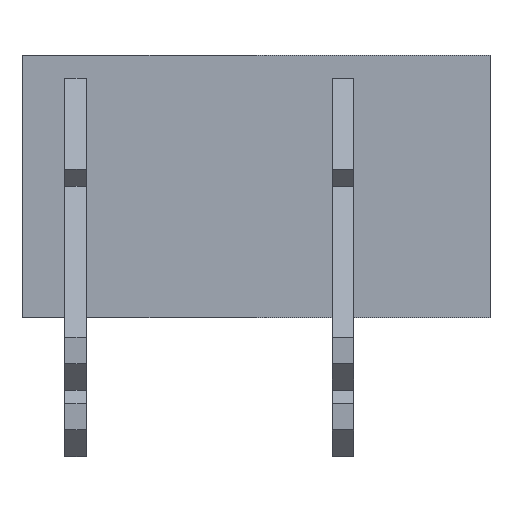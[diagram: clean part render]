
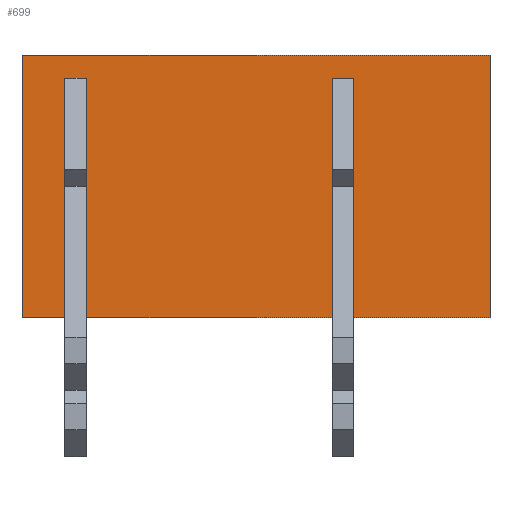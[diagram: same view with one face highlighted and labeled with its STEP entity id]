
A CAD part, top view. The second image highlights one B-rep face of the part: STEP entity #699.
In plain terms, the highlighted planar face has unit normal (0, 0, 1).
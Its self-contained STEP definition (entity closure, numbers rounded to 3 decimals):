
#630=AXIS2_PLACEMENT_3D('Plane Axis2P3D',#627,#628,#629) ;
#40=CARTESIAN_POINT('Vertex',(0.,15.012,9.5)) ;
#45=CARTESIAN_POINT('Line Origine',(8.75,15.012,9.5)) ;
#49=CARTESIAN_POINT('Vertex',(17.5,15.012,9.5)) ;
#82=CARTESIAN_POINT('Vertex',(0.,5.212,9.5)) ;
#96=CARTESIAN_POINT('Vertex',(17.5,5.212,9.5)) ;
#99=CARTESIAN_POINT('Line Origine',(8.75,5.212,9.5)) ;
#116=CARTESIAN_POINT('Line Origine',(0.,10.112,9.5)) ;
#143=CARTESIAN_POINT('Line Origine',(17.5,10.112,9.5)) ;
#173=CARTESIAN_POINT('Vertex',(1.6,6.9,9.5)) ;
#176=CARTESIAN_POINT('Line Origine',(2.,6.9,9.5)) ;
#180=CARTESIAN_POINT('Vertex',(2.4,6.9,9.5)) ;
#200=CARTESIAN_POINT('Line Origine',(12.4,7.4,9.5)) ;
#204=CARTESIAN_POINT('Vertex',(12.4,6.9,9.5)) ;
#206=CARTESIAN_POINT('Vertex',(12.4,7.9,9.5)) ;
#209=CARTESIAN_POINT('Line Origine',(12.4,8.006,9.5)) ;
#213=CARTESIAN_POINT('Vertex',(12.4,8.112,9.5)) ;
#262=CARTESIAN_POINT('Vertex',(11.6,6.9,9.5)) ;
#265=CARTESIAN_POINT('Line Origine',(12.,6.9,9.5)) ;
#300=CARTESIAN_POINT('Vertex',(11.6,8.112,9.5)) ;
#303=CARTESIAN_POINT('Line Origine',(11.6,8.006,9.5)) ;
#307=CARTESIAN_POINT('Vertex',(11.6,7.9,9.5)) ;
#310=CARTESIAN_POINT('Line Origine',(11.6,7.4,9.5)) ;
#467=CARTESIAN_POINT('Vertex',(2.4,8.112,9.5)) ;
#470=CARTESIAN_POINT('Line Origine',(2.,8.112,9.5)) ;
#474=CARTESIAN_POINT('Vertex',(1.6,8.112,9.5)) ;
#498=CARTESIAN_POINT('Vertex',(2.4,13.112,9.5)) ;
#505=CARTESIAN_POINT('Vertex',(2.4,12.112,9.5)) ;
#508=CARTESIAN_POINT('Line Origine',(2.4,12.612,9.5)) ;
#525=CARTESIAN_POINT('Line Origine',(2.,13.112,9.5)) ;
#529=CARTESIAN_POINT('Vertex',(1.6,13.112,9.5)) ;
#553=CARTESIAN_POINT('Vertex',(1.6,12.112,9.5)) ;
#556=CARTESIAN_POINT('Line Origine',(2.,12.112,9.5)) ;
#573=CARTESIAN_POINT('Line Origine',(1.6,12.612,9.5)) ;
#585=CARTESIAN_POINT('Line Origine',(1.6,7.4,9.5)) ;
#589=CARTESIAN_POINT('Vertex',(1.6,7.9,9.5)) ;
#592=CARTESIAN_POINT('Line Origine',(1.6,8.006,9.5)) ;
#606=CARTESIAN_POINT('Line Origine',(2.4,8.006,9.5)) ;
#610=CARTESIAN_POINT('Vertex',(2.4,7.9,9.5)) ;
#613=CARTESIAN_POINT('Line Origine',(2.4,7.4,9.5)) ;
#627=CARTESIAN_POINT('Axis2P3D Location',(0.,15.012,9.5)) ;
#638=CARTESIAN_POINT('Line Origine',(12.,8.112,9.5)) ;
#651=CARTESIAN_POINT('Line Origine',(12.,12.112,9.5)) ;
#655=CARTESIAN_POINT('Vertex',(11.6,12.112,9.5)) ;
#657=CARTESIAN_POINT('Vertex',(12.4,12.112,9.5)) ;
#660=CARTESIAN_POINT('Line Origine',(11.6,12.612,9.5)) ;
#664=CARTESIAN_POINT('Vertex',(11.6,13.112,9.5)) ;
#667=CARTESIAN_POINT('Line Origine',(12.,13.112,9.5)) ;
#671=CARTESIAN_POINT('Vertex',(12.4,13.112,9.5)) ;
#674=CARTESIAN_POINT('Line Origine',(12.4,12.612,9.5)) ;
#46=DIRECTION('Vector Direction',(1.,0.,0.)) ;
#100=DIRECTION('Vector Direction',(1.,0.,0.)) ;
#117=DIRECTION('Vector Direction',(0.,-1.,0.)) ;
#144=DIRECTION('Vector Direction',(0.,-1.,0.)) ;
#177=DIRECTION('Vector Direction',(1.,0.,0.)) ;
#201=DIRECTION('Vector Direction',(0.,-1.,0.)) ;
#210=DIRECTION('Vector Direction',(0.,-1.,0.)) ;
#266=DIRECTION('Vector Direction',(1.,0.,0.)) ;
#304=DIRECTION('Vector Direction',(0.,-1.,0.)) ;
#311=DIRECTION('Vector Direction',(0.,-1.,0.)) ;
#471=DIRECTION('Vector Direction',(1.,0.,0.)) ;
#509=DIRECTION('Vector Direction',(0.,1.,0.)) ;
#526=DIRECTION('Vector Direction',(1.,0.,0.)) ;
#557=DIRECTION('Vector Direction',(1.,0.,0.)) ;
#574=DIRECTION('Vector Direction',(0.,1.,0.)) ;
#586=DIRECTION('Vector Direction',(0.,1.,0.)) ;
#593=DIRECTION('Vector Direction',(0.,1.,0.)) ;
#607=DIRECTION('Vector Direction',(0.,1.,0.)) ;
#614=DIRECTION('Vector Direction',(0.,1.,0.)) ;
#628=DIRECTION('Axis2P3D Direction',(-0.,0.,1.)) ;
#629=DIRECTION('Axis2P3D XDirection',(0.,-1.,0.)) ;
#639=DIRECTION('Vector Direction',(1.,0.,0.)) ;
#652=DIRECTION('Vector Direction',(1.,0.,0.)) ;
#661=DIRECTION('Vector Direction',(0.,-1.,0.)) ;
#668=DIRECTION('Vector Direction',(1.,0.,0.)) ;
#675=DIRECTION('Vector Direction',(0.,-1.,0.)) ;
#47=VECTOR('Line Direction',#46,1.) ;
#101=VECTOR('Line Direction',#100,1.) ;
#118=VECTOR('Line Direction',#117,1.) ;
#145=VECTOR('Line Direction',#144,1.) ;
#178=VECTOR('Line Direction',#177,1.) ;
#202=VECTOR('Line Direction',#201,1.) ;
#211=VECTOR('Line Direction',#210,1.) ;
#267=VECTOR('Line Direction',#266,1.) ;
#305=VECTOR('Line Direction',#304,1.) ;
#312=VECTOR('Line Direction',#311,1.) ;
#472=VECTOR('Line Direction',#471,1.) ;
#510=VECTOR('Line Direction',#509,1.) ;
#527=VECTOR('Line Direction',#526,1.) ;
#558=VECTOR('Line Direction',#557,1.) ;
#575=VECTOR('Line Direction',#574,1.) ;
#587=VECTOR('Line Direction',#586,1.) ;
#594=VECTOR('Line Direction',#593,1.) ;
#608=VECTOR('Line Direction',#607,1.) ;
#615=VECTOR('Line Direction',#614,1.) ;
#640=VECTOR('Line Direction',#639,1.) ;
#653=VECTOR('Line Direction',#652,1.) ;
#662=VECTOR('Line Direction',#661,1.) ;
#669=VECTOR('Line Direction',#668,1.) ;
#676=VECTOR('Line Direction',#675,1.) ;
#633=ORIENTED_EDGE('',*,*,#147,.T.) ;
#634=ORIENTED_EDGE('',*,*,#51,.F.) ;
#635=ORIENTED_EDGE('',*,*,#120,.F.) ;
#636=ORIENTED_EDGE('',*,*,#103,.T.) ;
#644=ORIENTED_EDGE('',*,*,#314,.F.) ;
#645=ORIENTED_EDGE('',*,*,#309,.F.) ;
#646=ORIENTED_EDGE('',*,*,#642,.T.) ;
#647=ORIENTED_EDGE('',*,*,#215,.T.) ;
#648=ORIENTED_EDGE('',*,*,#208,.F.) ;
#649=ORIENTED_EDGE('',*,*,#269,.F.) ;
#680=ORIENTED_EDGE('',*,*,#659,.F.) ;
#681=ORIENTED_EDGE('',*,*,#666,.F.) ;
#682=ORIENTED_EDGE('',*,*,#673,.T.) ;
#683=ORIENTED_EDGE('',*,*,#678,.T.) ;
#686=ORIENTED_EDGE('',*,*,#577,.T.) ;
#687=ORIENTED_EDGE('',*,*,#531,.T.) ;
#688=ORIENTED_EDGE('',*,*,#512,.F.) ;
#689=ORIENTED_EDGE('',*,*,#560,.F.) ;
#692=ORIENTED_EDGE('',*,*,#596,.T.) ;
#693=ORIENTED_EDGE('',*,*,#476,.T.) ;
#694=ORIENTED_EDGE('',*,*,#612,.F.) ;
#695=ORIENTED_EDGE('',*,*,#617,.F.) ;
#696=ORIENTED_EDGE('',*,*,#182,.F.) ;
#697=ORIENTED_EDGE('',*,*,#591,.T.) ;
#650=FACE_BOUND('',#643,.T.) ;
#684=FACE_BOUND('',#679,.T.) ;
#690=FACE_BOUND('',#685,.T.) ;
#698=FACE_BOUND('',#691,.T.) ;
#699=ADVANCED_FACE('_PCF 10.00/02/135 3.5 OR 9512090000',(#637,#650,#684,#690,#698),#631,.T.) ;
#51=EDGE_CURVE('',#41,#50,#48,.T.) ;
#103=EDGE_CURVE('',#83,#97,#102,.T.) ;
#120=EDGE_CURVE('',#83,#41,#119,.F.) ;
#147=EDGE_CURVE('',#97,#50,#146,.F.) ;
#182=EDGE_CURVE('',#174,#181,#179,.T.) ;
#208=EDGE_CURVE('',#205,#207,#203,.F.) ;
#215=EDGE_CURVE('',#214,#207,#212,.T.) ;
#269=EDGE_CURVE('',#263,#205,#268,.T.) ;
#309=EDGE_CURVE('',#301,#308,#306,.T.) ;
#314=EDGE_CURVE('',#308,#263,#313,.T.) ;
#476=EDGE_CURVE('',#475,#468,#473,.T.) ;
#512=EDGE_CURVE('',#506,#499,#511,.T.) ;
#531=EDGE_CURVE('',#530,#499,#528,.T.) ;
#560=EDGE_CURVE('',#554,#506,#559,.T.) ;
#577=EDGE_CURVE('',#554,#530,#576,.T.) ;
#591=EDGE_CURVE('',#174,#590,#588,.T.) ;
#596=EDGE_CURVE('',#590,#475,#595,.T.) ;
#612=EDGE_CURVE('',#611,#468,#609,.T.) ;
#617=EDGE_CURVE('',#181,#611,#616,.T.) ;
#642=EDGE_CURVE('',#301,#214,#641,.T.) ;
#659=EDGE_CURVE('',#656,#658,#654,.T.) ;
#666=EDGE_CURVE('',#665,#656,#663,.T.) ;
#673=EDGE_CURVE('',#665,#672,#670,.T.) ;
#678=EDGE_CURVE('',#672,#658,#677,.T.) ;
#632=EDGE_LOOP('',(#633,#634,#635,#636)) ;
#643=EDGE_LOOP('',(#644,#645,#646,#647,#648,#649)) ;
#679=EDGE_LOOP('',(#680,#681,#682,#683)) ;
#685=EDGE_LOOP('',(#686,#687,#688,#689)) ;
#691=EDGE_LOOP('',(#692,#693,#694,#695,#696,#697)) ;
#637=FACE_OUTER_BOUND('',#632,.T.) ;
#48=LINE('Line',#45,#47) ;
#102=LINE('Line',#99,#101) ;
#119=LINE('Line',#116,#118) ;
#146=LINE('Line',#143,#145) ;
#179=LINE('Line',#176,#178) ;
#203=LINE('Line',#200,#202) ;
#212=LINE('Line',#209,#211) ;
#268=LINE('Line',#265,#267) ;
#306=LINE('Line',#303,#305) ;
#313=LINE('Line',#310,#312) ;
#473=LINE('Line',#470,#472) ;
#511=LINE('Line',#508,#510) ;
#528=LINE('Line',#525,#527) ;
#559=LINE('Line',#556,#558) ;
#576=LINE('Line',#573,#575) ;
#588=LINE('Line',#585,#587) ;
#595=LINE('Line',#592,#594) ;
#609=LINE('Line',#606,#608) ;
#616=LINE('Line',#613,#615) ;
#641=LINE('Line',#638,#640) ;
#654=LINE('Line',#651,#653) ;
#663=LINE('Line',#660,#662) ;
#670=LINE('Line',#667,#669) ;
#677=LINE('Line',#674,#676) ;
#631=PLANE('',#630) ;
#41=VERTEX_POINT('',#40) ;
#50=VERTEX_POINT('',#49) ;
#83=VERTEX_POINT('',#82) ;
#97=VERTEX_POINT('',#96) ;
#174=VERTEX_POINT('',#173) ;
#181=VERTEX_POINT('',#180) ;
#205=VERTEX_POINT('',#204) ;
#207=VERTEX_POINT('',#206) ;
#214=VERTEX_POINT('',#213) ;
#263=VERTEX_POINT('',#262) ;
#301=VERTEX_POINT('',#300) ;
#308=VERTEX_POINT('',#307) ;
#468=VERTEX_POINT('',#467) ;
#475=VERTEX_POINT('',#474) ;
#499=VERTEX_POINT('',#498) ;
#506=VERTEX_POINT('',#505) ;
#530=VERTEX_POINT('',#529) ;
#554=VERTEX_POINT('',#553) ;
#590=VERTEX_POINT('',#589) ;
#611=VERTEX_POINT('',#610) ;
#656=VERTEX_POINT('',#655) ;
#658=VERTEX_POINT('',#657) ;
#665=VERTEX_POINT('',#664) ;
#672=VERTEX_POINT('',#671) ;
